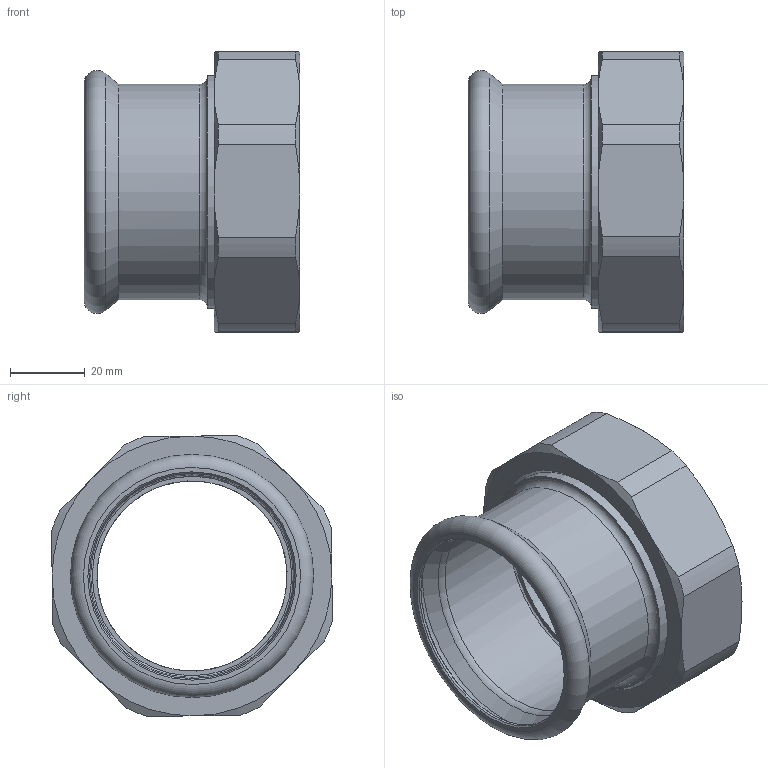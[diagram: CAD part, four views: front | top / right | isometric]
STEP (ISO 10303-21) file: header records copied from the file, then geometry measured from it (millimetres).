
FILE_DESCRIPTION(/* description */ (''),/* implementation_level */ '2;1');
FILE_NAME(/* name */ '45038.stp',/* time_stamp */ '2023-09-08T11:35:16+02:00',/* author */ ('JANAN'),/* organization */ (''),/* preprocessor_version */ 'ST-DEVELOPER v19.2',/* originating_system */ 'Autodesk Inventor 2023',/* authorisation */ '');
FILE_SCHEMA (('AUTOMOTIVE_DESIGN { 1 0 10303 214 3 1 1 }'));
Length unit declared in the file: millimetre
Products named in the file (1): tmp4908.tmp
Bounding box: 57.8 x 75.2 x 75.2 mm (x, y, z)
Volume: 55639.4 mm3; surface area: 37025.3 mm2
Topology: 3 solids, 3 shells, 65 faces, 138 edges, 82 vertices
Faces by surface type: cone 24, cylinder 18, plane 17, torus 6
Full cylindrical faces by diameter (mm): 51 x2, 54.4 x1, 55 x1, 57.7 x1, 62.5 x2, 62.6 x1, 66 x1, 66.6 x1
Entity records: 1839 total; most frequent: CARTESIAN_POINT 350, DIRECTION 310, ORIENTED_EDGE 276, EDGE_CURVE 138, AXIS2_PLACEMENT_3D 138, VERTEX_POINT 82, EDGE_LOOP 74, CIRCLE 72
